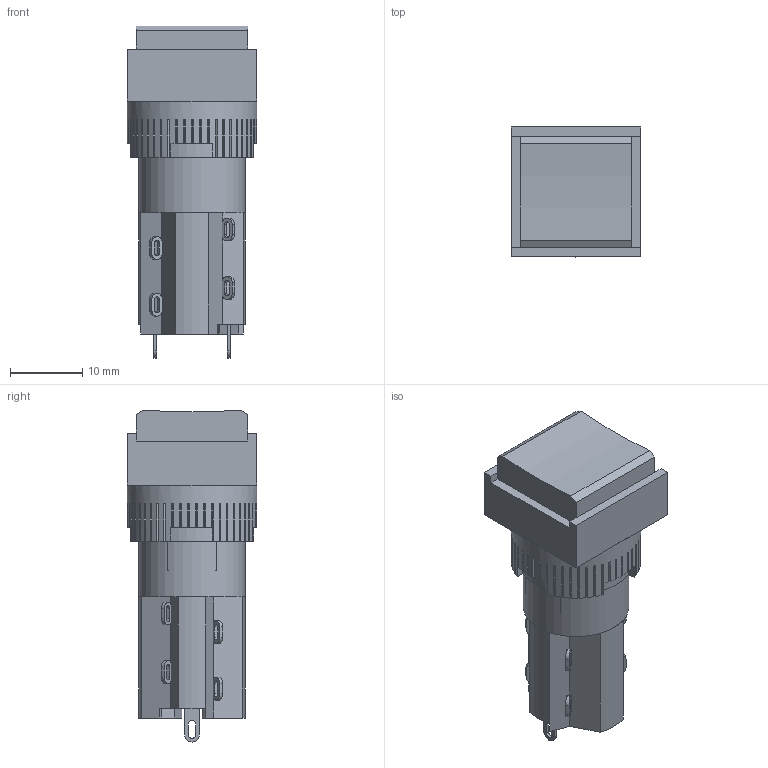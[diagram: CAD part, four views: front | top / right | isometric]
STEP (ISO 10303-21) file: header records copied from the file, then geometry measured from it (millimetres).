
FILE_DESCRIPTION(/* description */ (' ','CAx-IF Rec.Pracs.---Representation and Presentation of Product Manufacturing Information (PMI)---4.0---2014-10-13'),/* implementation_level */ '2;1');
FILE_NAME(/* name */ 'D16xxS12xxxxxxx.stp',/* time_stamp */ '2019-11-07T16:23:17-06:00',/* author */ ('mwilliams'),/* organization */ (' '),/* preprocessor_version */ 'ST-DEVELOPER v17',/* originating_system */ 'Autodesk Inventor 2018',/* authorisation */ ' ');
FILE_SCHEMA (('AP242_MANAGED_MODEL_BASED_3D_ENGINEERING_MIM_LF { 1 0 10303 442 1 1 4 }'));
Length unit declared in the file: inch
Products named in the file (4): D16xxS12xxxxxxx; D16xxS12xxxxxxx_ForBodies; Body1; Body2
Assembly tree (3 placements, depth 2):
  D16xxS12xxxxxxx
    D16xxS12xxxxxxx_ForBodies
    Body1
    Body2
Bounding box: 18 x 18 x 46.02 mm (x, y, z)
Volume: 5871.3 mm3; surface area: 6713 mm2
Topology: 3 solids, 7 shells, 660 faces, 1890 edges, 1253 vertices
Faces by surface type: plane 500, cylinder 105, bspline 53, cone 2
Full cylindrical faces by diameter (mm): 3.2 x2, 3.5 x1, 8.4 x1, 14.7 x1, 18 x1
Entity records: 22315 total; most frequent: CARTESIAN_POINT 4572, ORIENTED_EDGE 3778, DIRECTION 3489, EDGE_CURVE 1890, LINE 1399, VECTOR 1399, VERTEX_POINT 1253, AXIS2_PLACEMENT_3D 1057
